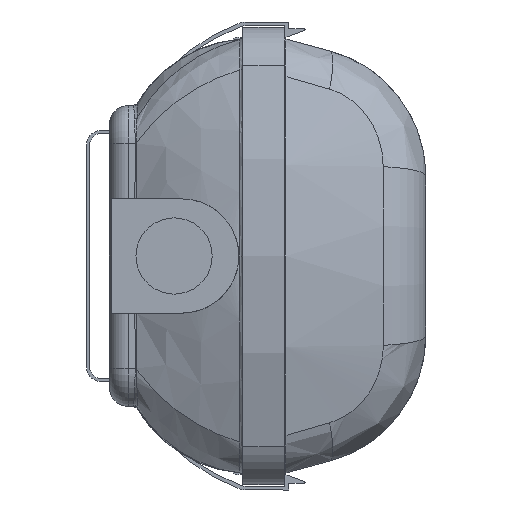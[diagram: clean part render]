
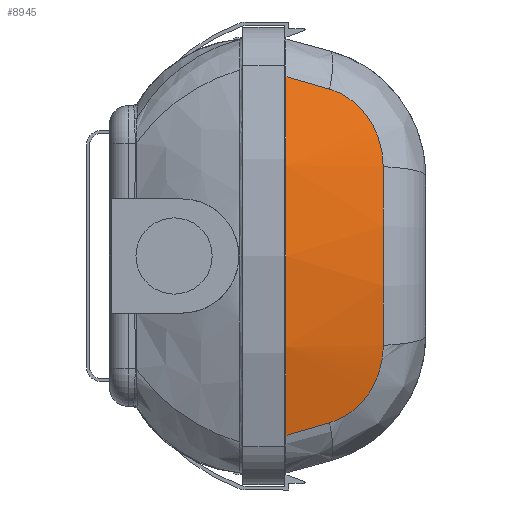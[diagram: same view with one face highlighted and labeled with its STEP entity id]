
A CAD part, left-side view. The second image highlights one B-rep face of the part: STEP entity #8945.
In plain terms, the highlighted conical face has half-angle 15 degrees and reference radius 147 mm.
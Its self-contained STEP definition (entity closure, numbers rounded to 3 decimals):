
#4 = CARTESIAN_POINT ( 'NONE',  ( -619.161, -0.371, -47.053 ) ) ;
#95 = CARTESIAN_POINT ( 'NONE',  ( -616.281, -20.88, 37.725 ) ) ;
#252 = CARTESIAN_POINT ( 'NONE',  ( -616.819, -12.867, -43.449 ) ) ;
#387 = CARTESIAN_POINT ( 'NONE',  ( -616.361, -21.896, -36.394 ) ) ;
#1479 = VERTEX_POINT ( 'NONE', #11243 ) ;
#3009 = CARTESIAN_POINT ( 'NONE',  ( -617.726, -25.805, 25.626 ) ) ;
#3147 = CARTESIAN_POINT ( 'NONE',  ( -616.234, -19.391, 39.362 ) ) ;
#3435 = CARTESIAN_POINT ( 'NONE',  ( -616.569, -23.35, -34.036 ) ) ;
#4345 = ORIENTED_EDGE ( 'NONE', *, *, #35449, .T. ) ;
#4907 = VERTEX_POINT ( 'NONE', #16811 ) ;
#5675 = B_SPLINE_CURVE_WITH_KNOTS ( 'NONE', 3,
 ( #15391, #252, #24529, #6372, #27587, #9440, #30645, #12472, #33719, #15524, #36759, #18559, #387, #21616, #3435, #24654, #6508, #27723, #9575, #30773, #12609, #33845, #15661, #36883 ),
 .UNSPECIFIED., .F., .F.,
 ( 4, 2, 2, 2, 2, 2, 2, 2, 2, 2, 2, 4 ),
 ( 0.013, 0.016, 0.018, 0.019, 0.023, 0.024, 0.026, 0.029, 0.031, 0.032, 0.036, 0.039 ),
 .UNSPECIFIED. ) ;
#6035 = CARTESIAN_POINT ( 'NONE',  ( -480., -0.371, 0. ) ) ;
#6049 = VERTEX_POINT ( 'NONE', #32463 ) ;
#6079 = CARTESIAN_POINT ( 'NONE',  ( -617.229, -25.272, 28.868 ) ) ;
#6224 = CARTESIAN_POINT ( 'NONE',  ( -616.313, -17.242, 41.12 ) ) ;
#6372 = CARTESIAN_POINT ( 'NONE',  ( -616.48, -15.358, -42.301 ) ) ;
#6508 = CARTESIAN_POINT ( 'NONE',  ( -616.804, -24.25, -32.027 ) ) ;
#7446 = CARTESIAN_POINT ( 'NONE',  ( -617.74, -7.997, -44.856 ) ) ;
#7447 = ORIENTED_EDGE ( 'NONE', *, *, #26532, .T. ) ;
#8610 = ORIENTED_EDGE ( 'NONE', *, *, #16400, .T. ) ;
#8945 = ADVANCED_FACE ( 'NONE', ( #26818 ), #17796, .T. ) ;
#9100 = DIRECTION ( 'NONE',  ( 0., 0., 1. ) ) ;
#9156 = CARTESIAN_POINT ( 'NONE',  ( -616.937, -24.635, 30.991 ) ) ;
#9289 = CARTESIAN_POINT ( 'NONE',  ( -616.429, -15.838, 42.03 ) ) ;
#9440 = CARTESIAN_POINT ( 'NONE',  ( -616.346, -16.779, -41.44 ) ) ;
#9466 = CARTESIAN_POINT ( 'NONE',  ( -618.454, -4.184, 45.955 ) ) ;
#9575 = CARTESIAN_POINT ( 'NONE',  ( -617.008, -24.809, -30.463 ) ) ;
#10321 = VERTEX_POINT ( 'NONE', #23749 ) ;
#10431 = CARTESIAN_POINT ( 'NONE',  ( -480., 0., 0. ) ) ;
#10559 = DIRECTION ( 'NONE',  ( 0., 0., -1. ) ) ;
#11243 = CARTESIAN_POINT ( 'NONE',  ( -617.02, -11.807, 43.755 ) ) ;
#11449 = B_SPLINE_CURVE_WITH_KNOTS ( 'NONE', 3,
 ( #18457, #21505, #9466, #30669 ),
 .UNSPECIFIED., .F., .F.,
 ( 4, 4 ),
 ( 0., 0.012 ),
 .UNSPECIFIED. ) ;
#12056 = CARTESIAN_POINT ( 'NONE',  ( -617.904, -25.882, 24.532 ) ) ;
#12190 = CARTESIAN_POINT ( 'NONE',  ( -616.742, -24.039, 32.535 ) ) ;
#12319 = CARTESIAN_POINT ( 'NONE',  ( -616.661, -13.887, 43.045 ) ) ;
#12472 = CARTESIAN_POINT ( 'NONE',  ( -616.244, -18.574, -40.107 ) ) ;
#12609 = CARTESIAN_POINT ( 'NONE',  ( -617.388, -25.5, -27.794 ) ) ;
#13438 = DIRECTION ( 'NONE',  ( 0., 1., 0. ) ) ;
#15097 = CARTESIAN_POINT ( 'NONE',  ( -618.092, -25.882, 23.428 ) ) ;
#15234 = CARTESIAN_POINT ( 'NONE',  ( -616.472, -22.817, 35.002 ) ) ;
#15367 = CARTESIAN_POINT ( 'NONE',  ( -617.02, -11.807, 43.755 ) ) ;
#15391 = CARTESIAN_POINT ( 'NONE',  ( -617.02, -11.807, -43.755 ) ) ;
#15524 = CARTESIAN_POINT ( 'NONE',  ( -616.264, -20.52, -38.146 ) ) ;
#15661 = CARTESIAN_POINT ( 'NONE',  ( -617.904, -25.882, -24.532 ) ) ;
#16400 = EDGE_CURVE ( 'NONE', #6049, #10321, #5675, .T. ) ;
#16461 = CARTESIAN_POINT ( 'NONE',  ( -618.454, -4.184, -45.955 ) ) ;
#16811 = CARTESIAN_POINT ( 'NONE',  ( -618.092, -25.882, 23.428 ) ) ;
#17796 = CONICAL_SURFACE ( 'NONE', #35983, 147., 0.262 ) ;
#18286 = CARTESIAN_POINT ( 'NONE',  ( -616.329, -21.567, 36.849 ) ) ;
#18422 = ORIENTED_EDGE ( 'NONE', *, *, #38765, .T. ) ;
#18457 = CARTESIAN_POINT ( 'NONE',  ( -617.02, -11.807, 43.755 ) ) ;
#18559 = CARTESIAN_POINT ( 'NONE',  ( -616.329, -21.567, -36.849 ) ) ;
#21322 = CARTESIAN_POINT ( 'NONE',  ( -616.264, -20.52, 38.146 ) ) ;
#21505 = CARTESIAN_POINT ( 'NONE',  ( -617.74, -7.997, 44.856 ) ) ;
#21508 = AXIS2_PLACEMENT_3D ( 'NONE', #31617, #13438, #34671 ) ;
#21616 = CARTESIAN_POINT ( 'NONE',  ( -616.472, -22.817, -35.002 ) ) ;
#22759 = B_SPLINE_CURVE_WITH_KNOTS ( 'NONE', 3,
 ( #15097, #12056, #3009, #24242, #6079, #27315, #9156, #30353, #12190, #33425, #15234, #36452, #18286, #95, #21322, #3147, #24368, #6224, #27435, #9289, #30486, #12319, #33566, #15367 ),
 .UNSPECIFIED., .F., .F.,
 ( 4, 2, 2, 2, 2, 2, 2, 2, 2, 2, 2, 4 ),
 ( 0., 0.003, 0.007, 0.008, 0.01, 0.013, 0.015, 0.017, 0.02, 0.022, 0.023, 0.027 ),
 .UNSPECIFIED. ) ;
#23749 = CARTESIAN_POINT ( 'NONE',  ( -618.092, -25.882, -23.428 ) ) ;
#24242 = CARTESIAN_POINT ( 'NONE',  ( -617.388, -25.5, 27.794 ) ) ;
#24368 = CARTESIAN_POINT ( 'NONE',  ( -616.244, -18.574, 40.107 ) ) ;
#24382 = EDGE_LOOP ( 'NONE', ( #36272, #18422, #7447, #8610, #4345, #30462 ) ) ;
#24529 = CARTESIAN_POINT ( 'NONE',  ( -616.661, -13.887, -43.045 ) ) ;
#24654 = CARTESIAN_POINT ( 'NONE',  ( -616.742, -24.039, -32.535 ) ) ;
#26532 = EDGE_CURVE ( 'NONE', #26817, #6049, #30761, .T. ) ;
#26817 = VERTEX_POINT ( 'NONE', #4 ) ;
#26818 = FACE_OUTER_BOUND ( 'NONE', #24382, .T. ) ;
#27263 = DIRECTION ( 'NONE',  ( 0., -1., 0. ) ) ;
#27315 = CARTESIAN_POINT ( 'NONE',  ( -617.008, -24.809, 30.463 ) ) ;
#27316 = EDGE_CURVE ( 'NONE', #4907, #1479, #22759, .T. ) ;
#27435 = CARTESIAN_POINT ( 'NONE',  ( -616.346, -16.779, 41.44 ) ) ;
#27436 = AXIS2_PLACEMENT_3D ( 'NONE', #6035, #27263, #9100 ) ;
#27587 = CARTESIAN_POINT ( 'NONE',  ( -616.429, -15.838, -42.03 ) ) ;
#27723 = CARTESIAN_POINT ( 'NONE',  ( -616.937, -24.635, -30.991 ) ) ;
#28663 = CARTESIAN_POINT ( 'NONE',  ( -617.02, -11.807, -43.755 ) ) ;
#28735 = DIRECTION ( 'NONE',  ( 0., 1., 0. ) ) ;
#30353 = CARTESIAN_POINT ( 'NONE',  ( -616.804, -24.25, 32.027 ) ) ;
#30462 = ORIENTED_EDGE ( 'NONE', *, *, #27316, .T. ) ;
#30486 = CARTESIAN_POINT ( 'NONE',  ( -616.48, -15.358, 42.301 ) ) ;
#30645 = CARTESIAN_POINT ( 'NONE',  ( -616.313, -17.242, -41.12 ) ) ;
#30669 = CARTESIAN_POINT ( 'NONE',  ( -619.161, -0.371, 47.053 ) ) ;
#30761 = B_SPLINE_CURVE_WITH_KNOTS ( 'NONE', 3,
 ( #37693, #16461, #7446, #28663 ),
 .UNSPECIFIED., .F., .F.,
 ( 4, 4 ),
 ( 0., 0.012 ),
 .UNSPECIFIED. ) ;
#30773 = CARTESIAN_POINT ( 'NONE',  ( -617.229, -25.272, -28.868 ) ) ;
#31617 = CARTESIAN_POINT ( 'NONE',  ( -480., -25.882, 0. ) ) ;
#31912 = EDGE_CURVE ( 'NONE', #1479, #35979, #11449, .T. ) ;
#32463 = CARTESIAN_POINT ( 'NONE',  ( -617.02, -11.807, -43.755 ) ) ;
#33126 = CIRCLE ( 'NONE', #21508, 140.065 ) ;
#33425 = CARTESIAN_POINT ( 'NONE',  ( -616.569, -23.35, 34.036 ) ) ;
#33566 = CARTESIAN_POINT ( 'NONE',  ( -616.819, -12.867, 43.449 ) ) ;
#33719 = CARTESIAN_POINT ( 'NONE',  ( -616.234, -19.391, -39.362 ) ) ;
#33845 = CARTESIAN_POINT ( 'NONE',  ( -617.726, -25.805, -25.626 ) ) ;
#34658 = CARTESIAN_POINT ( 'NONE',  ( -619.161, -0.371, 47.053 ) ) ;
#34671 = DIRECTION ( 'NONE',  ( 0., 0., 1. ) ) ;
#34825 = CIRCLE ( 'NONE', #27436, 146.901 ) ;
#35449 = EDGE_CURVE ( 'NONE', #10321, #4907, #33126, .T. ) ;
#35979 = VERTEX_POINT ( 'NONE', #34658 ) ;
#35983 = AXIS2_PLACEMENT_3D ( 'NONE', #10431, #28735, #10559 ) ;
#36272 = ORIENTED_EDGE ( 'NONE', *, *, #31912, .T. ) ;
#36452 = CARTESIAN_POINT ( 'NONE',  ( -616.361, -21.896, 36.394 ) ) ;
#36759 = CARTESIAN_POINT ( 'NONE',  ( -616.281, -20.88, -37.725 ) ) ;
#36883 = CARTESIAN_POINT ( 'NONE',  ( -618.092, -25.882, -23.428 ) ) ;
#37693 = CARTESIAN_POINT ( 'NONE',  ( -619.161, -0.371, -47.053 ) ) ;
#38765 = EDGE_CURVE ( 'NONE', #35979, #26817, #34825, .T. ) ;
